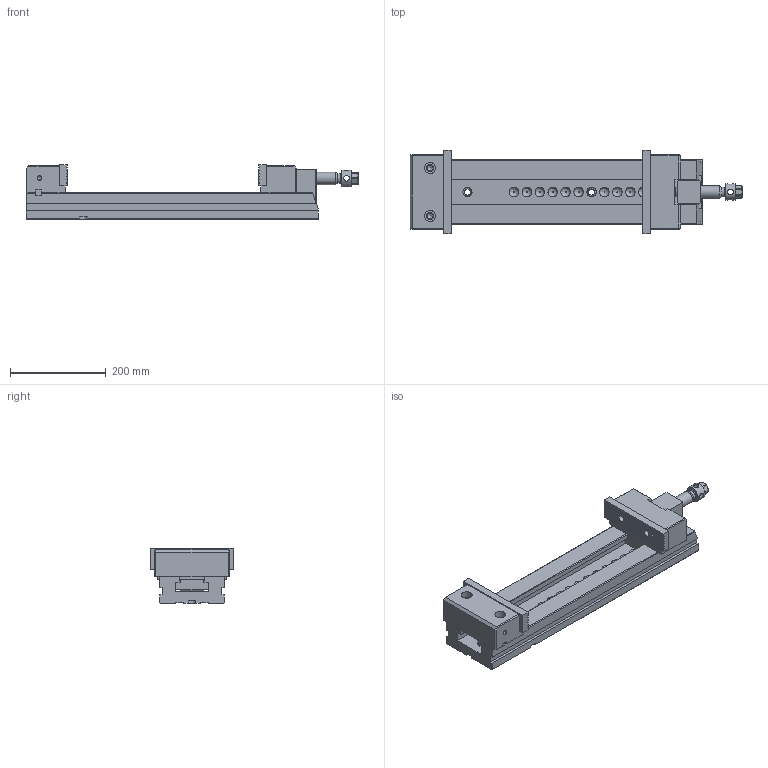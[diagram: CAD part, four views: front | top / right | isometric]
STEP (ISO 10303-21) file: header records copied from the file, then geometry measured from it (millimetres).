
FILE_DESCRIPTION(/* description */ (''),/* implementation_level */ '2;1');
FILE_NAME(/* name */ '29_175X_Mordaza.stp',/* time_stamp */ '2013-07-09T13:05:14+02:00',/* author */ (''),/* organization */ (''),/* preprocessor_version */ 'ST-DEVELOPER v11',/* originating_system */ 'SIEMENS PLM Software NX 7.5',/* authorisation */ '');
FILE_SCHEMA (('AUTOMOTIVE_DESIGN { 1 0 10303 214 1 1 1 1 }'));
Length unit declared in the file: millimetre
Products named in the file (1): 29_175X_Mordaza
Bounding box: 693.1 x 175 x 114.5 mm (x, y, z)
Volume: 4886530 mm3; surface area: 569776.6 mm2
Topology: 12 solids, 12 shells, 466 faces, 1240 edges, 817 vertices
Faces by surface type: plane 297, cylinder 85, cone 58, bspline 15, torus 9, sphere 2
Full cylindrical faces by diameter (mm): 4.351 x1, 5.188 x5, 6.985 x4, 8.4 x4, 8.782 x2, 10.579 x4, 12 x4, 12.376 x2, 13 x6, 14 x4, 15 x2, 16 x2, 16.5 x1, 19 x6, 20 x3, 21.25 x1, 23 x2, 26 x1, 30 x2, 33.8 x1, 34 x3
Entity records: 17196 total; most frequent: CARTESIAN_POINT 3051, DIRECTION 2177, ORIENTED_EDGE 2040, EDGE_CURVE 1020, VERTEX_POINT 761, AXIS2_PLACEMENT_3D 747, LINE 683, VECTOR 683
